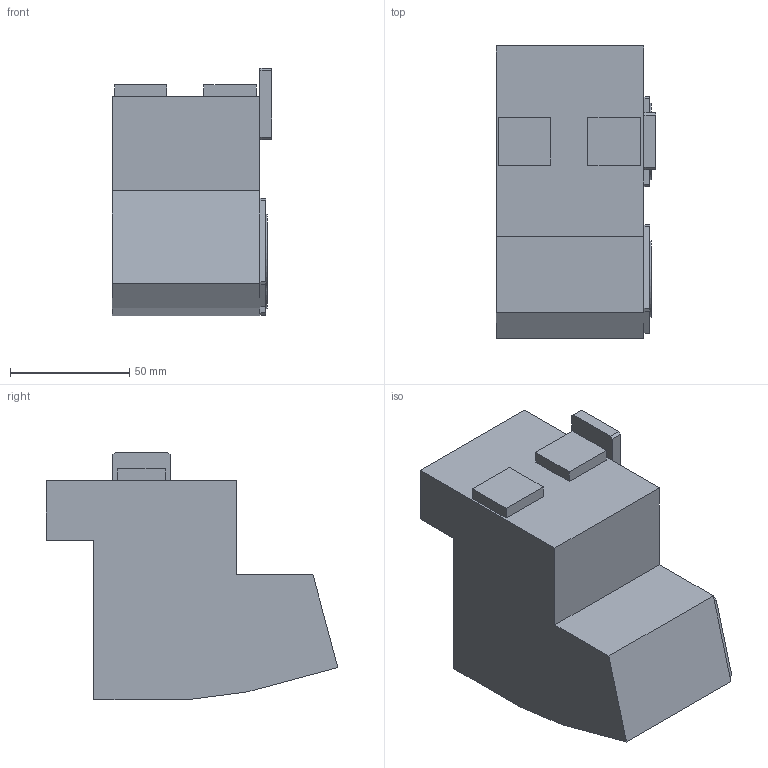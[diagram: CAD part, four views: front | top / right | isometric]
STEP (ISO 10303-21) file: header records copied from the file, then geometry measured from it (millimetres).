
FILE_DESCRIPTION(/* description */ (''),/* implementation_level */ '2;1');
FILE_NAME(/* name */ '1581915100894.stp',/* time_stamp */ '2020-02-17T10:21:51+06:00',/* author */ (''),/* organization */ ('SMS'),/* preprocessor_version */ 'ST-DEVELOPER v16.7',/* originating_system */ 'SIEMENS PLM Software NX 12.0',/* authorisation */ '');
FILE_SCHEMA (('AUTOMOTIVE_DESIGN { 1 0 10303 214 3 1 1 1 }'));
Length unit declared in the file: millimetre
Products named in the file (1): 201810931mod000_01
Bounding box: 67 x 122.44 x 104 mm (x, y, z)
Volume: 478720 mm3; surface area: 45948.7 mm2
Topology: 1 solids, 1 shells, 66 faces, 166 edges, 118 vertices
Faces by surface type: plane 58, cylinder 6, bspline 2
Full cylindrical faces by diameter (mm): 2 x2, 25.2 x2, 32 x2
Entity records: 2376 total; most frequent: CARTESIAN_POINT 773, ORIENTED_EDGE 312, DIRECTION 288, EDGE_CURVE 156, LINE 130, VECTOR 130, VERTEX_POINT 112, EDGE_LOOP 86
